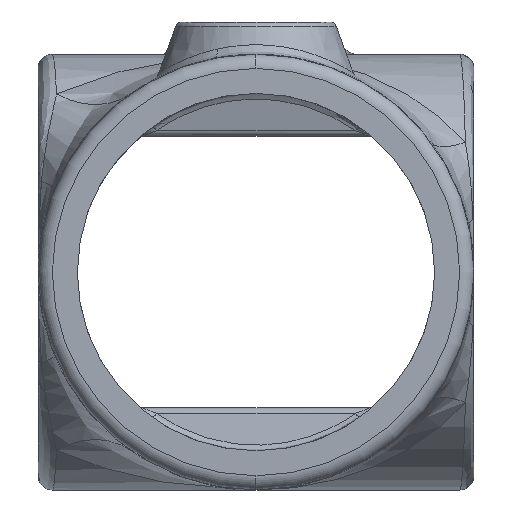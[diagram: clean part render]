
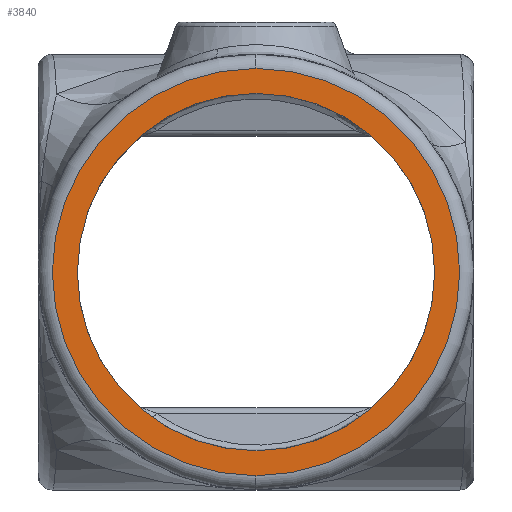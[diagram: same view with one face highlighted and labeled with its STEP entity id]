
A CAD part, front view. The second image highlights one B-rep face of the part: STEP entity #3840.
In plain terms, the highlighted planar face has unit normal (0, -1, 0).
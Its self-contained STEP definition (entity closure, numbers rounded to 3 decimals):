
#1 = CARTESIAN_POINT ( 'NONE',  ( 0., -105., 0. ) ) ;
#72 = PLANE ( 'NONE',  #6041 ) ;
#816 = FACE_OUTER_BOUND ( 'NONE', #5157, .T. ) ;
#1413 = CARTESIAN_POINT ( 'NONE',  ( 0., -105., 0. ) ) ;
#1437 = CARTESIAN_POINT ( 'NONE',  ( 0., -105., 0. ) ) ;
#1442 = CARTESIAN_POINT ( 'NONE',  ( 0., -105., 28.5 ) ) ;
#1455 = CARTESIAN_POINT ( 'NONE',  ( 0., -105., 25. ) ) ;
#1612 = AXIS2_PLACEMENT_3D ( 'NONE', #1, #7940, #7257 ) ;
#2174 = DIRECTION ( 'NONE',  ( 0., 0., 1. ) ) ;
#2327 = EDGE_CURVE ( 'NONE', #9236, #4492, #7185, .T. ) ;
#2834 = EDGE_CURVE ( 'NONE', #4981, #5401, #5947, .T. ) ;
#3183 = ORIENTED_EDGE ( 'NONE', *, *, #4542, .T. ) ;
#3188 = FACE_BOUND ( 'NONE', #8096, .T. ) ;
#3840 = ADVANCED_FACE ( 'NONE', ( #816, #3188 ), #72, .F. ) ;
#4082 = ORIENTED_EDGE ( 'NONE', *, *, #4469, .T. ) ;
#4213 = AXIS2_PLACEMENT_3D ( 'NONE', #1413, #9288, #7915 ) ;
#4312 = CARTESIAN_POINT ( 'NONE',  ( 0., -105., 0. ) ) ;
#4469 = EDGE_CURVE ( 'NONE', #5401, #4981, #6040, .T. ) ;
#4492 = VERTEX_POINT ( 'NONE', #7059 ) ;
#4512 = CARTESIAN_POINT ( 'NONE',  ( 0., -105., 0. ) ) ;
#4542 = EDGE_CURVE ( 'NONE', #4492, #9236, #5815, .T. ) ;
#4981 = VERTEX_POINT ( 'NONE', #1455 ) ;
#5144 = DIRECTION ( 'NONE',  ( 0., 1., 0. ) ) ;
#5157 = EDGE_LOOP ( 'NONE', ( #6311, #3183 ) ) ;
#5401 = VERTEX_POINT ( 'NONE', #8189 ) ;
#5614 = AXIS2_PLACEMENT_3D ( 'NONE', #4312, #7842, #2174 ) ;
#5779 = DIRECTION ( 'NONE',  ( 1., 0., 0. ) ) ;
#5815 = CIRCLE ( 'NONE', #5614, 28.5 ) ;
#5947 = CIRCLE ( 'NONE', #4213, 25. ) ;
#6040 = CIRCLE ( 'NONE', #8392, 25. ) ;
#6041 = AXIS2_PLACEMENT_3D ( 'NONE', #4512, #5144, #6670 ) ;
#6311 = ORIENTED_EDGE ( 'NONE', *, *, #2327, .T. ) ;
#6670 = DIRECTION ( 'NONE',  ( 0., 0., 1. ) ) ;
#6978 = ORIENTED_EDGE ( 'NONE', *, *, #2834, .T. ) ;
#7059 = CARTESIAN_POINT ( 'NONE',  ( 0., -105., -28.5 ) ) ;
#7185 = CIRCLE ( 'NONE', #1612, 28.5 ) ;
#7257 = DIRECTION ( 'NONE',  ( 0., 0., 1. ) ) ;
#7842 = DIRECTION ( 'NONE',  ( 0., -1., 0. ) ) ;
#7915 = DIRECTION ( 'NONE',  ( 1., 0., 0. ) ) ;
#7940 = DIRECTION ( 'NONE',  ( 0., -1., 0. ) ) ;
#7973 = DIRECTION ( 'NONE',  ( 0., 1., 0. ) ) ;
#8096 = EDGE_LOOP ( 'NONE', ( #6978, #4082 ) ) ;
#8189 = CARTESIAN_POINT ( 'NONE',  ( 0., -105., -25. ) ) ;
#8392 = AXIS2_PLACEMENT_3D ( 'NONE', #1437, #7973, #5779 ) ;
#9236 = VERTEX_POINT ( 'NONE', #1442 ) ;
#9288 = DIRECTION ( 'NONE',  ( 0., 1., 0. ) ) ;
